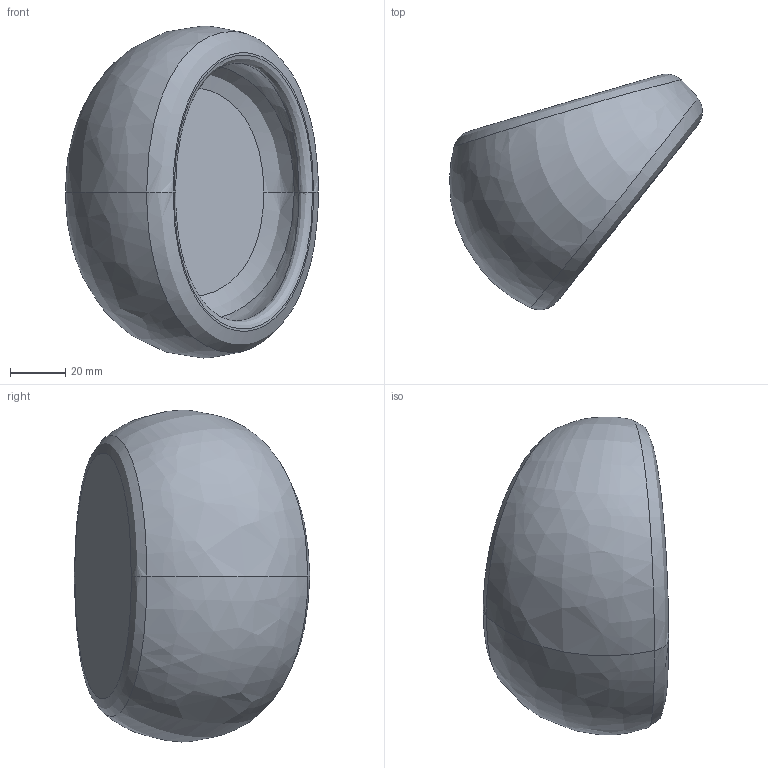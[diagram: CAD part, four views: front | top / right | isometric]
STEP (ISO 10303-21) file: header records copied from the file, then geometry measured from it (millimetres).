
FILE_DESCRIPTION (( 'STEP AP203' ), '1' );
FILE_NAME ('KITT NEST.STEP', '2024-05-15T13:58:54', ( '' ), ( '' ), 'SwSTEP 2.0', 'SolidWorks 2021', '' );
FILE_SCHEMA (( 'CONFIG_CONTROL_DESIGN' ));
Length unit declared in the file: millimetre
Products named in the file (1): KITT NEST
Bounding box: 91.36 x 85.18 x 120 mm (x, y, z)
Volume: 191376.5 mm3; surface area: 40293.5 mm2
Topology: 1 solids, 1 shells, 15 faces, 28 edges, 16 vertices
Faces by surface type: bspline 12, plane 3
Entity records: 8925 total; most frequent: CARTESIAN_POINT 8626, ORIENTED_EDGE 56, EDGE_CURVE 28, DIRECTION 24, B_SPLINE_CURVE_WITH_KNOTS 20, EDGE_LOOP 16, VERTEX_POINT 16, FACE_OUTER_BOUND 15
